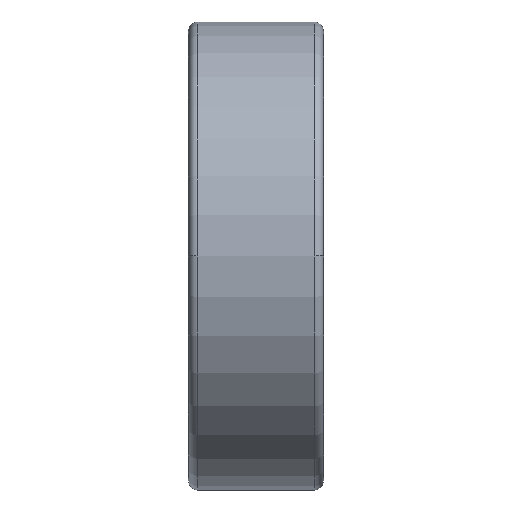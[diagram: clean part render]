
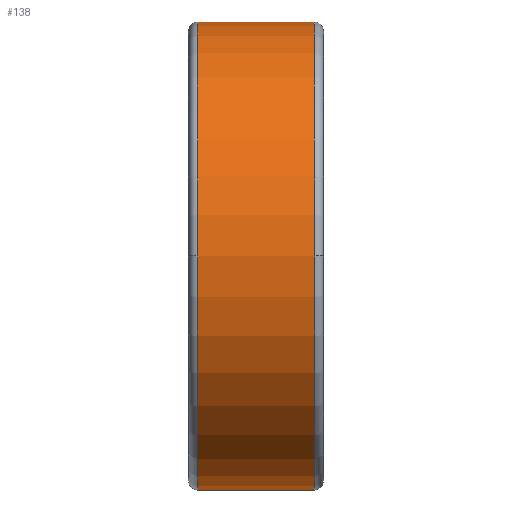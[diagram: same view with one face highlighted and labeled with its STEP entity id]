
A CAD part, front view. The second image highlights one B-rep face of the part: STEP entity #138.
In plain terms, the highlighted cylindrical face has radius 26 mm (diameter 52 mm), a partial arc.
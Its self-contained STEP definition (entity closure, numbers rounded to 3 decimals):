
#138=ADVANCED_FACE('',(#299),#300,.T.);
#299=FACE_OUTER_BOUND('',#500,.T.);
#300=CYLINDRICAL_SURFACE('',#501,26.0);
#500=EDGE_LOOP('',(#785,#786,#787,#788,#789,#790));
#501=AXIS2_PLACEMENT_3D('',#791,#792,#793);
#785=ORIENTED_EDGE('',*,*,#1069,.F.);
#786=ORIENTED_EDGE('',*,*,#1070,.T.);
#787=ORIENTED_EDGE('',*,*,#1071,.T.);
#788=ORIENTED_EDGE('',*,*,#1072,.F.);
#789=ORIENTED_EDGE('',*,*,#1073,.F.);
#790=ORIENTED_EDGE('',*,*,#1065,.F.);
#791=CARTESIAN_POINT('',(7.5,0.0,0.0));
#792=DIRECTION('',(-1.0,0.0,0.0));
#793=DIRECTION('',(0.0,0.,1.0));
#1065=EDGE_CURVE('',#1254,#1256,#1257,.T.);
#1069=EDGE_CURVE('',#1262,#1254,#1263,.T.);
#1070=EDGE_CURVE('',#1262,#1264,#1265,.T.);
#1071=EDGE_CURVE('',#1264,#1266,#1267,.T.);
#1072=EDGE_CURVE('',#1268,#1266,#1269,.T.);
#1073=EDGE_CURVE('',#1256,#1268,#1270,.T.);
#1254=VERTEX_POINT('',#1482);
#1256=VERTEX_POINT('',#1484);
#1257=CIRCLE('',#1485,26.0);
#1262=VERTEX_POINT('',#1490);
#1263=LINE('',#1491,#1492);
#1264=VERTEX_POINT('',#1493);
#1265=CIRCLE('',#1494,26.0);
#1266=VERTEX_POINT('',#1495);
#1267=CIRCLE('',#1496,26.0);
#1268=VERTEX_POINT('',#1497);
#1269=LINE('',#1498,#1499);
#1270=CIRCLE('',#1500,26.0);
#1482=CARTESIAN_POINT('',(14.0,0.,26.0));
#1484=CARTESIAN_POINT('',(14.0,-26.0,0.));
#1485=AXIS2_PLACEMENT_3D('',#1741,#1742,#1743);
#1490=CARTESIAN_POINT('',(1.0,0.,26.0));
#1491=CARTESIAN_POINT('',(7.5,0.,26.0));
#1492=VECTOR('',#1750,1.0);
#1493=CARTESIAN_POINT('',(1.0,-26.0,0.));
#1494=AXIS2_PLACEMENT_3D('',#1751,#1752,#1753);
#1495=CARTESIAN_POINT('',(1.0,0.,-26.0));
#1496=AXIS2_PLACEMENT_3D('',#1754,#1755,#1756);
#1497=CARTESIAN_POINT('',(14.0,0.,-26.0));
#1498=CARTESIAN_POINT('',(7.5,0.,-26.0));
#1499=VECTOR('',#1757,1.0);
#1500=AXIS2_PLACEMENT_3D('',#1758,#1759,#1760);
#1741=CARTESIAN_POINT('',(14.0,0.0,0.0));
#1742=DIRECTION('',(1.0,0.0,-0.0));
#1743=DIRECTION('',(0.0,0.,1.0));
#1750=DIRECTION('',(1.0,0.0,0.0));
#1751=CARTESIAN_POINT('',(1.0,0.0,0.0));
#1752=DIRECTION('',(1.0,0.0,-0.0));
#1753=DIRECTION('',(0.0,0.,1.0));
#1754=CARTESIAN_POINT('',(1.0,0.0,0.0));
#1755=DIRECTION('',(1.0,0.0,-0.0));
#1756=DIRECTION('',(0.0,0.,1.0));
#1757=DIRECTION('',(-1.0,-0.0,-0.0));
#1758=CARTESIAN_POINT('',(14.0,0.0,0.0));
#1759=DIRECTION('',(1.0,0.0,-0.0));
#1760=DIRECTION('',(0.0,0.,1.0));
